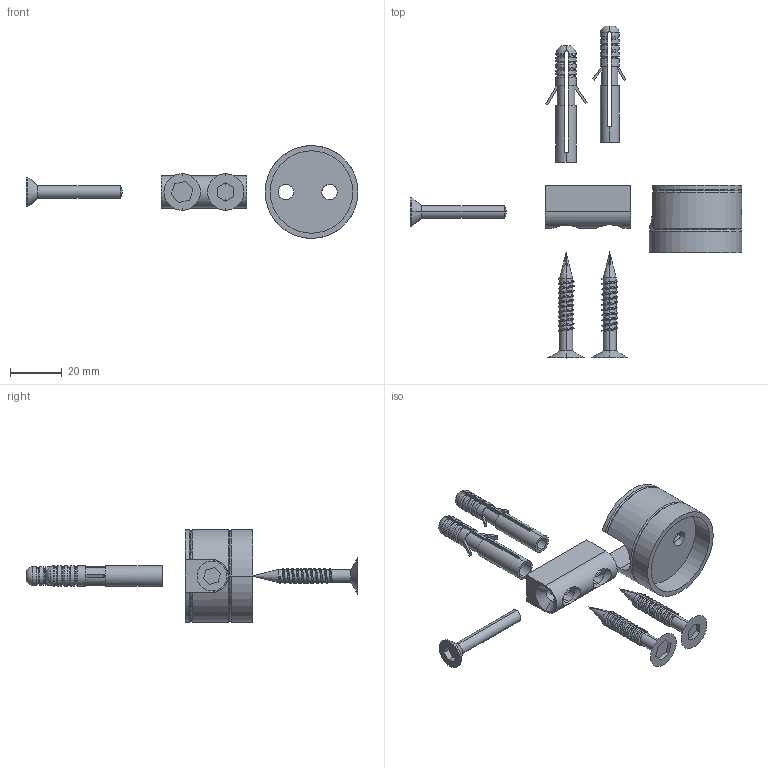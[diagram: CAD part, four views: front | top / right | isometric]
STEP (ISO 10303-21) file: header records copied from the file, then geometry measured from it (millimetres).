
FILE_DESCRIPTION (( 'STEP AP203' ), '1' );
FILE_NAME ('3D_GB3052_33.7x2_188686290.STEP', '2024-10-11T07:17:18', ( '' ), ( '' ), 'SwSTEP 2.0', 'SolidWorks 2024', '' );
FILE_SCHEMA (( 'CONFIG_CONTROL_DESIGN' ));
Length unit declared in the file: millimetre
Products named in the file (1): 3D_GB3052_33.7x2_188686290
Bounding box: 127.68 x 127.73 x 35.7 mm (x, y, z)
Volume: 21810.9 mm3; surface area: 16001.1 mm2
Topology: 7 solids, 7 shells, 280 faces, 772 edges, 501 vertices
Faces by surface type: cylinder 111, plane 99, torus 42, cone 22, bspline 6
Entity records: 13930 total; most frequent: CARTESIAN_POINT 7135, ORIENTED_EDGE 1532, DIRECTION 1266, EDGE_CURVE 766, VERTEX_POINT 501, AXIS2_PLACEMENT_3D 454, VECTOR 358, LINE 358
